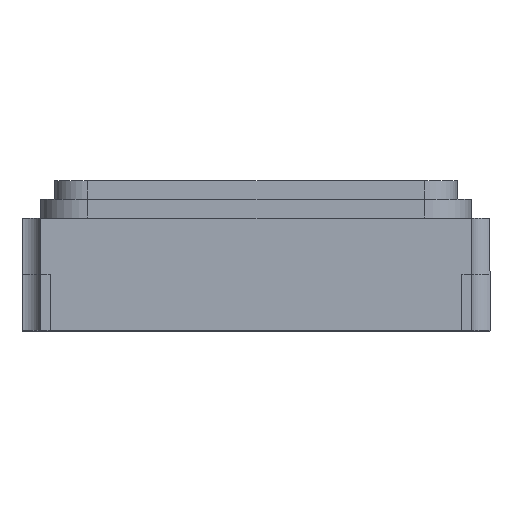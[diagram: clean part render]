
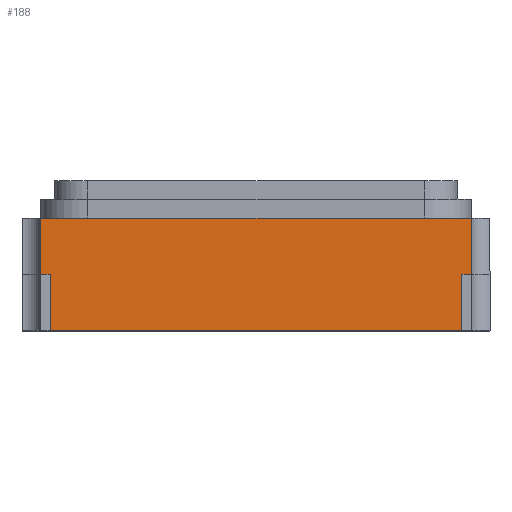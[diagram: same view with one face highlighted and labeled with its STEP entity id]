
A CAD part, top view. The second image highlights one B-rep face of the part: STEP entity #188.
In plain terms, the highlighted planar face has unit normal (0, 0, 1).
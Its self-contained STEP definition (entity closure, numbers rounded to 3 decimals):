
#75 = LINE ( 'NONE', #3119, #2206 ) ;
#87 = EDGE_CURVE ( 'NONE', #1239, #2283, #2422, .T. ) ;
#92 = VECTOR ( 'NONE', #2442, 1000. ) ;
#188 = ADVANCED_FACE ( 'NONE', ( #1488 ), #960, .F. ) ;
#237 = DIRECTION ( 'NONE',  ( 0., -1., 0. ) ) ;
#323 = CARTESIAN_POINT ( 'NONE',  ( 0., 0.6, 1.6 ) ) ;
#413 = CARTESIAN_POINT ( 'NONE',  ( 1.1, 0., 1.6 ) ) ;
#417 = CARTESIAN_POINT ( 'NONE',  ( 1.15, 0.6, 1.6 ) ) ;
#419 = DIRECTION ( 'NONE',  ( 1., 0., 0. ) ) ;
#529 = LINE ( 'NONE', #1519, #2073 ) ;
#560 = LINE ( 'NONE', #323, #3020 ) ;
#570 = EDGE_CURVE ( 'NONE', #2147, #1684, #2544, .T. ) ;
#586 = DIRECTION ( 'NONE',  ( 0., -1., 0. ) ) ;
#597 = DIRECTION ( 'NONE',  ( 1., 0., 0. ) ) ;
#625 = CARTESIAN_POINT ( 'NONE',  ( -1.1, 0.3, 1.6 ) ) ;
#699 = EDGE_CURVE ( 'NONE', #1239, #2147, #560, .T. ) ;
#920 = DIRECTION ( 'NONE',  ( -1., 0., 0. ) ) ;
#932 = EDGE_CURVE ( 'NONE', #1541, #2283, #1165, .T. ) ;
#960 = PLANE ( 'NONE',  #1944 ) ;
#1049 = VECTOR ( 'NONE', #419, 1000. ) ;
#1080 = VERTEX_POINT ( 'NONE', #413 ) ;
#1117 = CARTESIAN_POINT ( 'NONE',  ( 1.15, 0.3, 1.6 ) ) ;
#1121 = EDGE_LOOP ( 'NONE', ( #3140, #3205, #2990, #1173, #1632, #2479, #2813, #1812 ) ) ;
#1132 = CARTESIAN_POINT ( 'NONE',  ( -1.1, 0., 1.6 ) ) ;
#1165 = LINE ( 'NONE', #625, #1686 ) ;
#1173 = ORIENTED_EDGE ( 'NONE', *, *, #2278, .F. ) ;
#1206 = DIRECTION ( 'NONE',  ( 0., 0., -1. ) ) ;
#1223 = DIRECTION ( 'NONE',  ( -1., 0., 0. ) ) ;
#1225 = DIRECTION ( 'NONE',  ( -1., 0., 0. ) ) ;
#1239 = VERTEX_POINT ( 'NONE', #2622 ) ;
#1288 = CARTESIAN_POINT ( 'NONE',  ( 1.15, 0.6, 1.6 ) ) ;
#1397 = EDGE_CURVE ( 'NONE', #2896, #1080, #1675, .T. ) ;
#1432 = CARTESIAN_POINT ( 'NONE',  ( -1.15, 0.6, 1.6 ) ) ;
#1473 = VECTOR ( 'NONE', #1225, 1000. ) ;
#1488 = FACE_OUTER_BOUND ( 'NONE', #1121, .T. ) ;
#1519 = CARTESIAN_POINT ( 'NONE',  ( 1.1, 0.3, 1.6 ) ) ;
#1541 = VERTEX_POINT ( 'NONE', #3110 ) ;
#1631 = LINE ( 'NONE', #3002, #1473 ) ;
#1632 = ORIENTED_EDGE ( 'NONE', *, *, #1752, .F. ) ;
#1675 = LINE ( 'NONE', #2676, #1049 ) ;
#1684 = VERTEX_POINT ( 'NONE', #1117 ) ;
#1686 = VECTOR ( 'NONE', #920, 1000. ) ;
#1752 = EDGE_CURVE ( 'NONE', #1684, #2347, #1631, .T. ) ;
#1812 = ORIENTED_EDGE ( 'NONE', *, *, #87, .T. ) ;
#1944 = AXIS2_PLACEMENT_3D ( 'NONE', #1964, #1206, #1223 ) ;
#1964 = CARTESIAN_POINT ( 'NONE',  ( 0., 0.6, 1.6 ) ) ;
#2000 = VECTOR ( 'NONE', #237, 1000. ) ;
#2007 = CARTESIAN_POINT ( 'NONE',  ( 1.1, 0.3, 1.6 ) ) ;
#2073 = VECTOR ( 'NONE', #2839, 1000. ) ;
#2147 = VERTEX_POINT ( 'NONE', #417 ) ;
#2206 = VECTOR ( 'NONE', #586, 1000. ) ;
#2278 = EDGE_CURVE ( 'NONE', #2347, #1080, #529, .T. ) ;
#2283 = VERTEX_POINT ( 'NONE', #2828 ) ;
#2347 = VERTEX_POINT ( 'NONE', #2007 ) ;
#2422 = LINE ( 'NONE', #1432, #92 ) ;
#2442 = DIRECTION ( 'NONE',  ( 0., -1., 0. ) ) ;
#2479 = ORIENTED_EDGE ( 'NONE', *, *, #570, .F. ) ;
#2544 = LINE ( 'NONE', #1288, #2000 ) ;
#2622 = CARTESIAN_POINT ( 'NONE',  ( -1.15, 0.6, 1.6 ) ) ;
#2676 = CARTESIAN_POINT ( 'NONE',  ( 0., 0., 1.6 ) ) ;
#2813 = ORIENTED_EDGE ( 'NONE', *, *, #699, .F. ) ;
#2828 = CARTESIAN_POINT ( 'NONE',  ( -1.15, 0.3, 1.6 ) ) ;
#2839 = DIRECTION ( 'NONE',  ( 0., -1., 0. ) ) ;
#2896 = VERTEX_POINT ( 'NONE', #1132 ) ;
#2990 = ORIENTED_EDGE ( 'NONE', *, *, #1397, .T. ) ;
#3002 = CARTESIAN_POINT ( 'NONE',  ( 1.1, 0.3, 1.6 ) ) ;
#3020 = VECTOR ( 'NONE', #597, 1000. ) ;
#3110 = CARTESIAN_POINT ( 'NONE',  ( -1.1, 0.3, 1.6 ) ) ;
#3119 = CARTESIAN_POINT ( 'NONE',  ( -1.1, 0.3, 1.6 ) ) ;
#3140 = ORIENTED_EDGE ( 'NONE', *, *, #932, .F. ) ;
#3180 = EDGE_CURVE ( 'NONE', #1541, #2896, #75, .T. ) ;
#3205 = ORIENTED_EDGE ( 'NONE', *, *, #3180, .T. ) ;
